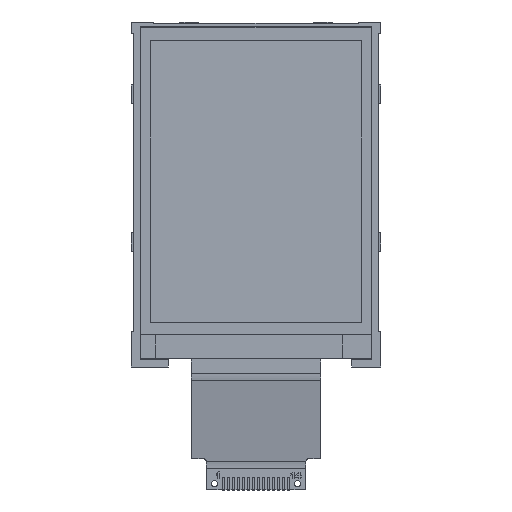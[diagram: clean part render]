
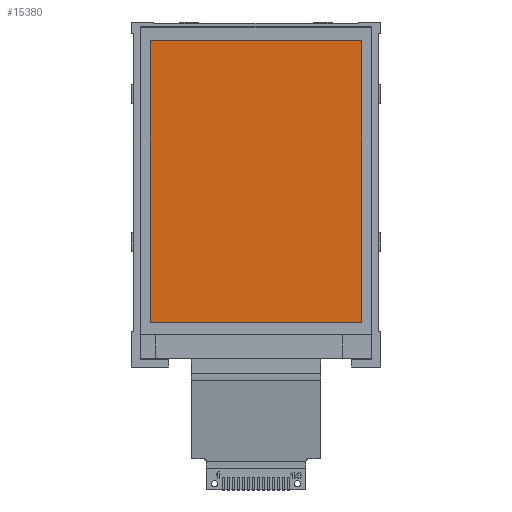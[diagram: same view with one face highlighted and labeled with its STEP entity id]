
A CAD part, top view. The second image highlights one B-rep face of the part: STEP entity #15380.
In plain terms, the highlighted planar face has unit normal (0, 0, 1).
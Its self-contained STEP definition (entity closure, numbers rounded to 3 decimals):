
#618=LINE('',#20821,#1557);
#620=LINE('',#20825,#1559);
#622=LINE('',#20829,#1561);
#624=LINE('',#20833,#1563);
#1557=VECTOR('',#17176,1000.);
#1559=VECTOR('',#17180,1000.);
#1561=VECTOR('',#17184,1000.);
#1563=VECTOR('',#17188,1000.);
#2941=ORIENTED_EDGE('',*,*,#5997,.F.);
#2942=ORIENTED_EDGE('',*,*,#6003,.F.);
#2943=ORIENTED_EDGE('',*,*,#6001,.F.);
#2944=ORIENTED_EDGE('',*,*,#5999,.F.);
#5997=EDGE_CURVE('',#7538,#7539,#618,.T.);
#5999=EDGE_CURVE('',#7539,#7540,#620,.T.);
#6001=EDGE_CURVE('',#7540,#7541,#622,.T.);
#6003=EDGE_CURVE('',#7541,#7538,#624,.T.);
#7538=VERTEX_POINT('',#20820);
#7539=VERTEX_POINT('',#20822);
#7540=VERTEX_POINT('',#20826);
#7541=VERTEX_POINT('',#20830);
#8902=EDGE_LOOP('',(#2941,#2942,#2943,#2944));
#9627=FACE_BOUND('',#8902,.T.);
#10306=PLANE('',#16076);
#15380=ADVANCED_FACE('',(#9627),#10306,.F.);
#16076=AXIS2_PLACEMENT_3D('',#20834,#17189,#17190);
#17176=DIRECTION('',(0.,1.,0.));
#17180=DIRECTION('',(1.,0.,0.));
#17184=DIRECTION('',(0.,-1.,0.));
#17188=DIRECTION('',(-1.,0.,0.));
#17189=DIRECTION('',(0.,0.,-1.));
#17190=DIRECTION('',(-1.,0.,0.));
#20820=CARTESIAN_POINT('',(-16.92,-20.495,1.78));
#20821=CARTESIAN_POINT('',(-16.92,-20.495,1.78));
#20822=CARTESIAN_POINT('',(-16.92,24.625,1.78));
#20825=CARTESIAN_POINT('',(-16.92,24.625,1.78));
#20826=CARTESIAN_POINT('',(16.92,24.625,1.78));
#20829=CARTESIAN_POINT('',(16.92,24.625,1.78));
#20830=CARTESIAN_POINT('',(16.92,-20.495,1.78));
#20833=CARTESIAN_POINT('',(16.92,-20.495,1.78));
#20834=CARTESIAN_POINT('',(0.,0.,1.78));
